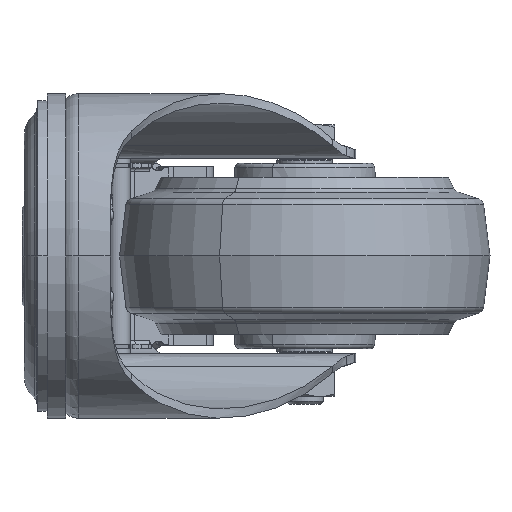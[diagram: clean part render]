
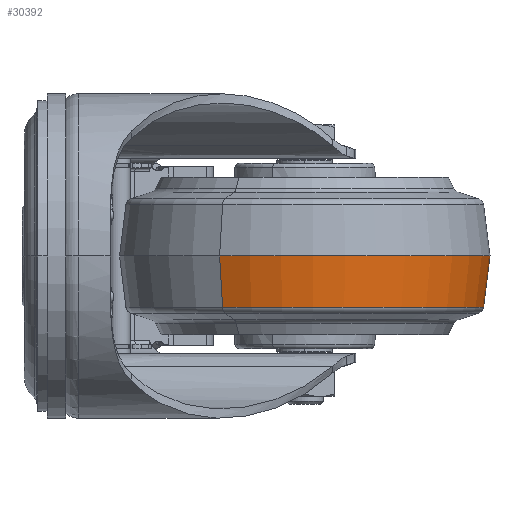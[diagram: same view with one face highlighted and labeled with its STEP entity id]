
A CAD part, left-side view. The second image highlights one B-rep face of the part: STEP entity #30392.
In plain terms, the highlighted conical face has half-angle 7.125 degrees and reference radius 40 mm.
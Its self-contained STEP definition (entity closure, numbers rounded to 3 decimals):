
#357 = EDGE_CURVE ( 'NONE', #29806, #49985, #27161, .T. ) ;
#631 = AXIS2_PLACEMENT_3D ( 'NONE', #61728, #40631, #15542 ) ;
#1583 = VECTOR ( 'NONE', #40263, 1000. ) ;
#3557 = EDGE_CURVE ( 'NONE', #43807, #49985, #33926, .T. ) ;
#5305 = VERTEX_POINT ( 'NONE', #60717 ) ;
#6714 = ORIENTED_EDGE ( 'NONE', *, *, #3557, .T. ) ;
#8976 = EDGE_LOOP ( 'NONE', ( #63409, #43879, #54065, #6714 ) ) ;
#9552 = LINE ( 'NONE', #50567, #43119 ) ;
#10524 = CARTESIAN_POINT ( 'NONE',  ( 2.464, -35.837, 0. ) ) ;
#10688 = AXIS2_PLACEMENT_3D ( 'NONE', #62920, #18338, #28557 ) ;
#14851 = DIRECTION ( 'NONE',  ( 0.11, -0.057, 0.992 ) ) ;
#15542 = DIRECTION ( 'NONE',  ( 0.888, -0.459, 0. ) ) ;
#16517 = FACE_OUTER_BOUND ( 'NONE', #8976, .T. ) ;
#18338 = DIRECTION ( 'NONE',  ( 0., 0., -1. ) ) ;
#21143 = CARTESIAN_POINT ( 'NONE',  ( 38., -54.2, -11.062 ) ) ;
#21594 = AXIS2_PLACEMENT_3D ( 'NONE', #21143, #52227, #36980 ) ;
#27161 = LINE ( 'NONE', #10524, #1583 ) ;
#28557 = DIRECTION ( 'NONE',  ( -0.888, 0.459, 0. ) ) ;
#29806 = VERTEX_POINT ( 'NONE', #33066 ) ;
#30392 = ADVANCED_FACE ( 'NONE', ( #16517 ), #57560, .T. ) ;
#33066 = CARTESIAN_POINT ( 'NONE',  ( 3.693, -36.471, -11.062 ) ) ;
#33926 = CIRCLE ( 'NONE', #10688, 40. ) ;
#36980 = DIRECTION ( 'NONE',  ( -0.888, 0.459, 0. ) ) ;
#40263 = DIRECTION ( 'NONE',  ( -0.11, 0.057, 0.992 ) ) ;
#40631 = DIRECTION ( 'NONE',  ( 0., 0., 1. ) ) ;
#42117 = CARTESIAN_POINT ( 'NONE',  ( 73.536, -72.563, 0. ) ) ;
#43119 = VECTOR ( 'NONE', #14851, 1000. ) ;
#43807 = VERTEX_POINT ( 'NONE', #42117 ) ;
#43879 = ORIENTED_EDGE ( 'NONE', *, *, #45638, .T. ) ;
#45638 = EDGE_CURVE ( 'NONE', #29806, #5305, #61709, .T. ) ;
#48345 = EDGE_CURVE ( 'NONE', #5305, #43807, #9552, .T. ) ;
#49985 = VERTEX_POINT ( 'NONE', #63802 ) ;
#50567 = CARTESIAN_POINT ( 'NONE',  ( 73.536, -72.563, 0. ) ) ;
#52227 = DIRECTION ( 'NONE',  ( 0., 0., 1. ) ) ;
#54065 = ORIENTED_EDGE ( 'NONE', *, *, #48345, .T. ) ;
#57560 = CONICAL_SURFACE ( 'NONE', #631, 40., 0.124 ) ;
#60717 = CARTESIAN_POINT ( 'NONE',  ( 72.307, -71.929, -11.062 ) ) ;
#61709 = CIRCLE ( 'NONE', #21594, 38.617 ) ;
#61728 = CARTESIAN_POINT ( 'NONE',  ( 38., -54.2, 0. ) ) ;
#62920 = CARTESIAN_POINT ( 'NONE',  ( 38., -54.2, 0. ) ) ;
#63409 = ORIENTED_EDGE ( 'NONE', *, *, #357, .F. ) ;
#63802 = CARTESIAN_POINT ( 'NONE',  ( 2.464, -35.837, 0. ) ) ;
